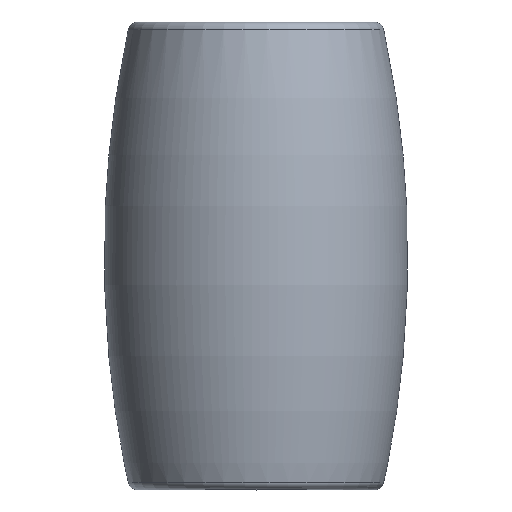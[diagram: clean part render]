
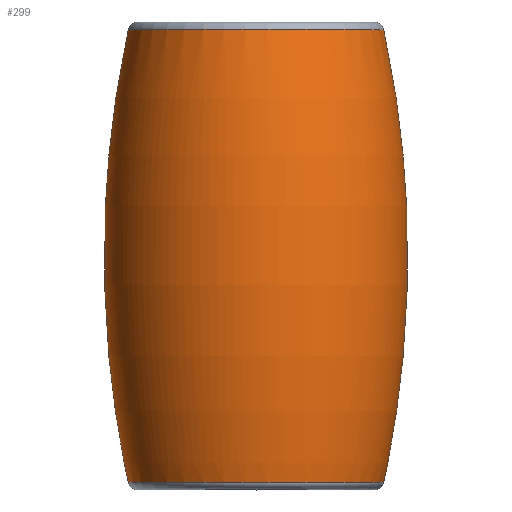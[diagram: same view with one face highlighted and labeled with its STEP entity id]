
A CAD part, top view. The second image highlights one B-rep face of the part: STEP entity #299.
In plain terms, the highlighted toroidal (fillet/blend) face has major radius 25.19 mm and minor radius 29.315 mm.
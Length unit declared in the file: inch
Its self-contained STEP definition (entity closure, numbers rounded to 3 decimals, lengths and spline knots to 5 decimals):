
#2 = CARTESIAN_POINT ( 'NONE',  ( 0.01979, 0.4921, -0.13528 ) ) ;
#3 = CARTESIAN_POINT ( 'NONE',  ( -0.03706, 0.47163, -0.13599 ) ) ;
#10 = DIRECTION ( 'NONE',  ( 0., 0., 1. ) ) ;
#11 = DIRECTION ( 'NONE',  ( 0., 1., 0. ) ) ;
#17 = CARTESIAN_POINT ( 'NONE',  ( -0.0746, 0.35559, -0.13905 ) ) ;
#20 = DIRECTION ( 'NONE',  ( 0., 1., 0. ) ) ;
#22 = CARTESIAN_POINT ( 'NONE',  ( -0.02769, 0.01539, -0.13555 ) ) ;
#24 = CARTESIAN_POINT ( 'NONE',  ( -0.04936, 0.44787, -0.13676 ) ) ;
#25 = CARTESIAN_POINT ( 'NONE',  ( -0.07456, 0.14422, -0.13904 ) ) ;
#26 = CARTESIAN_POINT ( 'NONE',  ( -0.06825, 0.11304, -0.13839 ) ) ;
#28 = CARTESIAN_POINT ( 'NONE',  ( -0.06826, 0.38691, -0.13839 ) ) ;
#30 = CARTESIAN_POINT ( 'NONE',  ( -0.04931, 0.05202, -0.13676 ) ) ;
#40 = CARTESIAN_POINT ( 'NONE',  ( -0.06582, 0.1027, -0.13815 ) ) ;
#44 = CARTESIAN_POINT ( 'NONE',  ( -0.03712, 0.02847, -0.136 ) ) ;
#50 = CARTESIAN_POINT ( 'NONE',  ( -0.04506, 0.4576, -0.13646 ) ) ;
#55 = DIRECTION ( 'NONE',  ( 0., 0., -1. ) ) ;
#58 = CARTESIAN_POINT ( 'NONE',  ( 0.03412, 0.47621, -0.13584 ) ) ;
#59 = CARTESIAN_POINT ( 'NONE',  ( 0.02757, 0.48474, -0.13555 ) ) ;
#60 = CARTESIAN_POINT ( 'NONE',  ( 0.02394, 0.48874, -0.1354 ) ) ;
#61 = CARTESIAN_POINT ( 'NONE',  ( 0.04936, 0.44787, -0.13676 ) ) ;
#62 = CARTESIAN_POINT ( 'NONE',  ( 0.04503, 0.45766, -0.13646 ) ) ;
#63 = CARTESIAN_POINT ( 'NONE',  ( 0.03703, 0.47168, -0.13599 ) ) ;
#64 = CARTESIAN_POINT ( 'NONE',  ( 0.06588, 0.39704, -0.13816 ) ) ;
#65 = CARTESIAN_POINT ( 'NONE',  ( 0.06023, 0.41759, -0.13764 ) ) ;
#66 = CARTESIAN_POINT ( 'NONE',  ( 0.05697, 0.42785, -0.13735 ) ) ;
#67 = CARTESIAN_POINT ( 'NONE',  ( 0.07753, 0.33468, -0.13938 ) ) ;
#68 = CARTESIAN_POINT ( 'NONE',  ( 0.07459, 0.3556, -0.13905 ) ) ;
#69 = CARTESIAN_POINT ( 'NONE',  ( 0.0683, 0.38671, -0.1384 ) ) ;
#70 = CARTESIAN_POINT ( 'NONE',  ( 0.08239, 0.22873, -0.13995 ) ) ;
#71 = CARTESIAN_POINT ( 'NONE',  ( 0.08238, 0.27138, -0.13995 ) ) ;
#72 = CARTESIAN_POINT ( 'NONE',  ( 0.08143, 0.29257, -0.13984 ) ) ;
#73 = CARTESIAN_POINT ( 'NONE',  ( 0.07458, 0.14434, -0.13904 ) ) ;
#74 = CARTESIAN_POINT ( 'NONE',  ( 0.08143, 0.20745, -0.13984 ) ) ;
#75 = CARTESIAN_POINT ( 'NONE',  ( 0.0602, 0.08234, -0.13764 ) ) ;
#76 = CARTESIAN_POINT ( 'NONE',  ( 0.07752, 0.16528, -0.13938 ) ) ;
#77 = CARTESIAN_POINT ( 'NONE',  ( 0.06586, 0.10288, -0.13816 ) ) ;
#78 = CARTESIAN_POINT ( 'NONE',  ( 0.06828, 0.11321, -0.1384 ) ) ;
#79 = CARTESIAN_POINT ( 'NONE',  ( 0.04503, 0.04235, -0.13646 ) ) ;
#80 = CARTESIAN_POINT ( 'NONE',  ( 0.04935, 0.05209, -0.13676 ) ) ;
#81 = CARTESIAN_POINT ( 'NONE',  ( 0.05695, 0.07207, -0.13735 ) ) ;
#82 = CARTESIAN_POINT ( 'NONE',  ( 0.02761, 0.0153, -0.13555 ) ) ;
#83 = CARTESIAN_POINT ( 'NONE',  ( 0.03418, 0.02387, -0.13584 ) ) ;
#84 = CARTESIAN_POINT ( 'NONE',  ( 0.03709, 0.02842, -0.136 ) ) ;
#88 = CARTESIAN_POINT ( 'NONE',  ( 0.02401, 0.01131, -0.13541 ) ) ;
#92 = CARTESIAN_POINT ( 'NONE',  ( -0.01979, 0.0079, -0.13528 ) ) ;
#94 = CARTESIAN_POINT ( 'NONE',  ( 0.01979, 0.0079, -0.13528 ) ) ;
#99 = CARTESIAN_POINT ( 'NONE',  ( -0.01979, 0.4921, -0.13528 ) ) ;
#100 = CARTESIAN_POINT ( 'NONE',  ( 0.01979, 0.4921, -0.13528 ) ) ;
#121 = CARTESIAN_POINT ( 'NONE',  ( -0.0569, 0.07193, -0.13735 ) ) ;
#124 = DIRECTION ( 'NONE',  ( 0., 0., 1. ) ) ;
#126 = CARTESIAN_POINT ( 'NONE',  ( -0.06015, 0.08217, -0.13763 ) ) ;
#132 = CARTESIAN_POINT ( 'NONE',  ( -0.08143, 0.2925, -0.13984 ) ) ;
#140 = CARTESIAN_POINT ( 'NONE',  ( -0.06013, 0.41789, -0.13763 ) ) ;
#151 = CARTESIAN_POINT ( 'NONE',  ( -0.02402, 0.01132, -0.13541 ) ) ;
#153 = DIRECTION ( 'NONE',  ( 0., -1., 0. ) ) ;
#156 = CARTESIAN_POINT ( 'NONE',  ( -0.04501, 0.04231, -0.13645 ) ) ;
#160 = CARTESIAN_POINT ( 'NONE',  ( -0.05691, 0.42802, -0.13735 ) ) ;
#168 = CARTESIAN_POINT ( 'NONE',  ( 0.01979, 0.0079, -0.13528 ) ) ;
#175 = CARTESIAN_POINT ( 'NONE',  ( -0.03415, 0.47617, -0.13584 ) ) ;
#188 = CARTESIAN_POINT ( 'NONE',  ( -0.07752, 0.16523, -0.13938 ) ) ;
#192 = CARTESIAN_POINT ( 'NONE',  ( -0.02398, 0.48871, -0.13541 ) ) ;
#197 = CARTESIAN_POINT ( 'NONE',  ( -0.01979, 0.0079, -0.13528 ) ) ;
#204 = CARTESIAN_POINT ( 'NONE',  ( -0.02764, 0.48467, -0.13555 ) ) ;
#224 = CARTESIAN_POINT ( 'NONE',  ( -0.08144, 0.2076, -0.13984 ) ) ;
#226 = CARTESIAN_POINT ( 'NONE',  ( 0., 0.4921, 0. ) ) ;
#235 = CARTESIAN_POINT ( 'NONE',  ( -0.08239, 0.22896, -0.13995 ) ) ;
#237 = CARTESIAN_POINT ( 'NONE',  ( -0.08238, 0.27137, -0.13995 ) ) ;
#277 = CARTESIAN_POINT ( 'NONE',  ( -0.07753, 0.33461, -0.13938 ) ) ;
#280 = CARTESIAN_POINT ( 'NONE',  ( 0., 0.25, 0. ) ) ;
#282 = CARTESIAN_POINT ( 'NONE',  ( 0., 0.0079, 0. ) ) ;
#284 = CARTESIAN_POINT ( 'NONE',  ( -0.03425, 0.02397, -0.13585 ) ) ;
#286 = CARTESIAN_POINT ( 'NONE',  ( -0.06581, 0.39735, -0.13815 ) ) ;
#287 = CARTESIAN_POINT ( 'NONE',  ( -0.01979, 0.4921, -0.13528 ) ) ;
#299 = ADVANCED_FACE ( 'NONE', ( #324 ), #327, .T. ) ;
#311 = B_SPLINE_CURVE_WITH_KNOTS ( 'NONE', 3,
 ( #287, #192, #204, #175, #3, #50, #24, #160, #140, #286, #28, #17, #277, #132, #237, #235, #224, #188, #25, #26, #40, #126, #121, #30, #156, #44, #284, #22, #151, #197 ),
 .UNSPECIFIED., .F., .F.,
 ( 4, 2, 2, 2, 2, 2, 2, 2, 2, 2, 2, 2, 2, 2, 4 ),
 ( 0.01706, 0.01747, 0.01787, 0.01868, 0.01949, 0.02029, 0.02191, 0.02353, 0.02515, 0.02676, 0.02757, 0.02838, 0.02919, 0.02959, 0.03 ),
 .UNSPECIFIED. ) ;
#315 = B_SPLINE_CURVE_WITH_KNOTS ( 'NONE', 3,
 ( #94, #88, #82, #83, #84, #79, #80, #81, #75, #77, #78, #73, #76, #74, #70, #71, #72, #67, #68, #69, #64, #65, #66, #61, #62, #63, #58, #59, #60, #2 ),
 .UNSPECIFIED., .F., .F.,
 ( 4, 2, 2, 2, 2, 2, 2, 2, 2, 2, 2, 2, 2, 2, 4 ),
 ( 0.00307, 0.00347, 0.00387, 0.00468, 0.00549, 0.00629, 0.00791, 0.00952, 0.01114, 0.01275, 0.01356, 0.01436, 0.01517, 0.01557, 0.01598 ),
 .UNSPECIFIED. ) ;
#324 = FACE_OUTER_BOUND ( 'NONE', #417, .T. ) ;
#327 = TOROIDAL_SURFACE ( 'NONE', #469, -0.99174, 1.15415 ) ;
#352 = CIRCLE ( 'NONE', #459, 0.13672 ) ;
#375 = VERTEX_POINT ( 'NONE', #168 ) ;
#380 = CIRCLE ( 'NONE', #467, 0.13672 ) ;
#398 = ORIENTED_EDGE ( 'NONE', *, *, #488, .T. ) ;
#403 = ORIENTED_EDGE ( 'NONE', *, *, #465, .T. ) ;
#407 = VERTEX_POINT ( 'NONE', #100 ) ;
#417 = EDGE_LOOP ( 'NONE', ( #431, #398, #403, #421 ) ) ;
#418 = VERTEX_POINT ( 'NONE', #99 ) ;
#421 = ORIENTED_EDGE ( 'NONE', *, *, #464, .T. ) ;
#431 = ORIENTED_EDGE ( 'NONE', *, *, #449, .T. ) ;
#436 = VERTEX_POINT ( 'NONE', #92 ) ;
#449 = EDGE_CURVE ( 'NONE', #375, #407, #315, .T. ) ;
#459 = AXIS2_PLACEMENT_3D ( 'NONE', #282, #11, #10 ) ;
#464 = EDGE_CURVE ( 'NONE', #436, #375, #352, .T. ) ;
#465 = EDGE_CURVE ( 'NONE', #418, #436, #311, .T. ) ;
#467 = AXIS2_PLACEMENT_3D ( 'NONE', #226, #153, #55 ) ;
#469 = AXIS2_PLACEMENT_3D ( 'NONE', #280, #20, #124 ) ;
#488 = EDGE_CURVE ( 'NONE', #407, #418, #380, .T. ) ;
